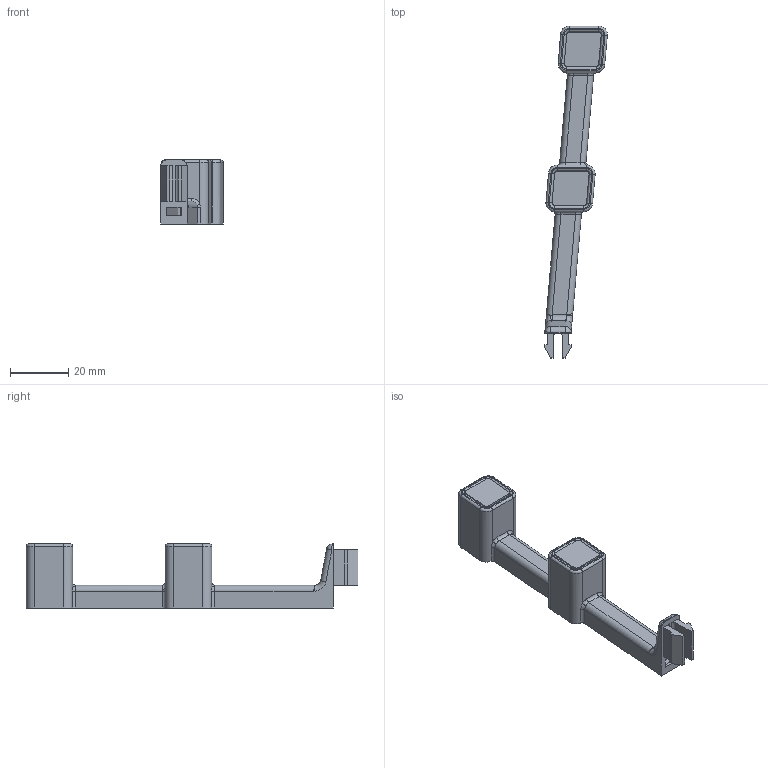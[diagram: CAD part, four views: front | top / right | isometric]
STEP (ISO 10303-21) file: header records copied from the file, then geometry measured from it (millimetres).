
FILE_DESCRIPTION(/* description */ (''),/* implementation_level */ '2;1');
FILE_NAME(/* name */ 'colon-and-dots.step',/* time_stamp */ '2022-07-20T15:21:33+02:00',/* author */ (''),/* organization */ (''),/* preprocessor_version */ 'ST-DEVELOPER v19',/* originating_system */ 'Autodesk Translation Framework v11.7.0.108',/* authorisation */ '');
FILE_SCHEMA (('AUTOMOTIVE_DESIGN { 1 0 10303 214 3 1 1 }'));
Length unit declared in the file: millimetre
Products named in the file (1): Dots
Bounding box: 21.51 x 114.09 x 22 mm (x, y, z)
Volume: 10898.4 mm3; surface area: 13759.7 mm2
Topology: 4 solids, 4 shells, 285 faces, 729 edges, 459 vertices
Faces by surface type: plane 148, cylinder 95, bspline 24, torus 16, sphere 2
Entity records: 12989 total; most frequent: CARTESIAN_POINT 5971, DIRECTION 1459, ORIENTED_EDGE 1456, EDGE_CURVE 728, AXIS2_PLACEMENT_3D 492, LINE 475, VECTOR 475, VERTEX_POINT 459
